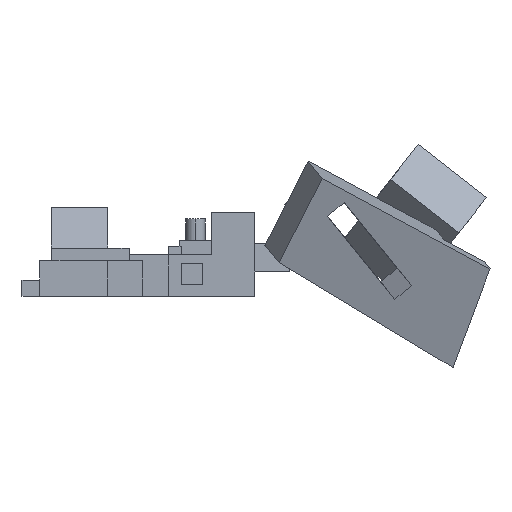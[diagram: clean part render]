
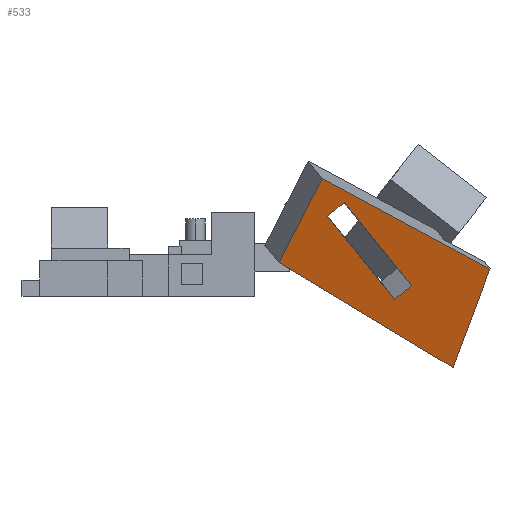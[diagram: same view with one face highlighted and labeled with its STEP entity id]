
A CAD part, left-side view. The second image highlights one B-rep face of the part: STEP entity #533.
In plain terms, the highlighted planar face has unit normal (-0.883, -0.295, -0.365).
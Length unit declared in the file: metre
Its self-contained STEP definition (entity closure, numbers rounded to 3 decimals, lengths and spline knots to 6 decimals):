
#533=ADVANCED_FACE('0:91',(#735,#736),#737,.F.);
#735=FACE_OUTER_BOUND('',#993,.T.);
#736=FACE_BOUND('',#994,.T.);
#737=PLANE('',#995);
#993=EDGE_LOOP('',(#1341,#1342,#1343,#1344));
#994=EDGE_LOOP('',(#1345,#1346,#1347,#1348));
#995=AXIS2_PLACEMENT_3D('',#1349,#1350,#1351);
#1341=ORIENTED_EDGE('',*,*,#2171,.F.);
#1342=ORIENTED_EDGE('',*,*,#2172,.F.);
#1343=ORIENTED_EDGE('',*,*,#2173,.F.);
#1344=ORIENTED_EDGE('',*,*,#2174,.T.);
#1345=ORIENTED_EDGE('',*,*,#2151,.F.);
#1346=ORIENTED_EDGE('',*,*,#2159,.F.);
#1347=ORIENTED_EDGE('',*,*,#2155,.F.);
#1348=ORIENTED_EDGE('',*,*,#2161,.F.);
#1349=CARTESIAN_POINT('',(-0.013155,-0.016763,-0.025444));
#1350=DIRECTION('',(0.883,0.295,0.365));
#1351=DIRECTION('',(0.0,-0.777,0.629));
#2151=EDGE_CURVE('0:36',#2457,#2458,#2459,.T.);
#2155=EDGE_CURVE('0:132',#2465,#2466,#2467,.T.);
#2159=EDGE_CURVE('0:144',#2466,#2457,#2473,.T.);
#2161=EDGE_CURVE('0:150',#2458,#2465,#2475,.T.);
#2171=EDGE_CURVE('0:180',#2491,#2492,#2493,.T.);
#2172=EDGE_CURVE('0:183',#2494,#2491,#2495,.T.);
#2173=EDGE_CURVE('0:186',#2496,#2494,#2497,.T.);
#2174=EDGE_CURVE('0:189',#2496,#2492,#2498,.T.);
#2457=VERTEX_POINT('',#2936);
#2458=VERTEX_POINT('',#2937);
#2459=LINE('',#2938,#2939);
#2465=VERTEX_POINT('',#2948);
#2466=VERTEX_POINT('',#2949);
#2467=LINE('',#2950,#2951);
#2473=LINE('',#2960,#2961);
#2475=LINE('',#2964,#2965);
#2491=VERTEX_POINT('',#2990);
#2492=VERTEX_POINT('',#2991);
#2493=LINE('',#2992,#2993);
#2494=VERTEX_POINT('',#2994);
#2495=LINE('',#2995,#2996);
#2496=VERTEX_POINT('',#2997);
#2497=LINE('',#2998,#2999);
#2498=LINE('',#3000,#3001);
#2936=CARTESIAN_POINT('',(-0.027943,-0.030709,0.021637));
#2937=CARTESIAN_POINT('',(-0.027943,-0.026823,0.018491));
#2938=CARTESIAN_POINT('',(-0.027943,-0.014013,0.008117));
#2939=VECTOR('',#3646,1.0);
#2948=CARTESIAN_POINT('',(-0.014798,-0.042382,-0.000722));
#2949=CARTESIAN_POINT('',(-0.014798,-0.046267,0.002424));
#2950=CARTESIAN_POINT('',(-0.014798,-0.027434,-0.012826));
#2951=VECTOR('',#3650,1.0);
#2960=CARTESIAN_POINT('',(-0.017263,-0.04335,0.006027));
#2961=VECTOR('',#3654,1.0);
#2964=CARTESIAN_POINT('',(-0.017263,-0.039464,0.00288));
#2965=VECTOR('',#3656,1.0);
#2990=CARTESIAN_POINT('',(-0.010338,-0.064394,0.00631));
#2991=CARTESIAN_POINT('',(-0.003765,-0.055853,-0.016512));
#2992=CARTESIAN_POINT('',(-0.010338,-0.064394,0.00631));
#2993=VECTOR('',#3666,1.0);
#2994=CARTESIAN_POINT('',(-0.031934,-0.025623,0.027176));
#2995=CARTESIAN_POINT('',(-0.015502,-0.055123,0.0113));
#2996=VECTOR('',#3667,1.0);
#2997=CARTESIAN_POINT('',(-0.027239,-0.015636,0.007728));
#2998=CARTESIAN_POINT('',(-0.027239,-0.015636,0.007728));
#2999=VECTOR('',#3668,1.0);
#3000=CARTESIAN_POINT('',(-0.007991,-0.048614,-0.012149));
#3001=VECTOR('',#3669,1.0);
#3646=DIRECTION('',(0.,0.777,-0.629));
#3650=DIRECTION('',(0.,-0.777,0.629));
#3654=DIRECTION('',(-0.469,0.556,0.686));
#3656=DIRECTION('',(0.469,-0.556,-0.686));
#3666=DIRECTION('',(0.26,0.338,-0.904));
#3667=DIRECTION('',(0.44,-0.791,-0.425));
#3668=DIRECTION('',(-0.21,-0.447,0.87));
#3669=DIRECTION('',(0.447,-0.766,-0.462));
